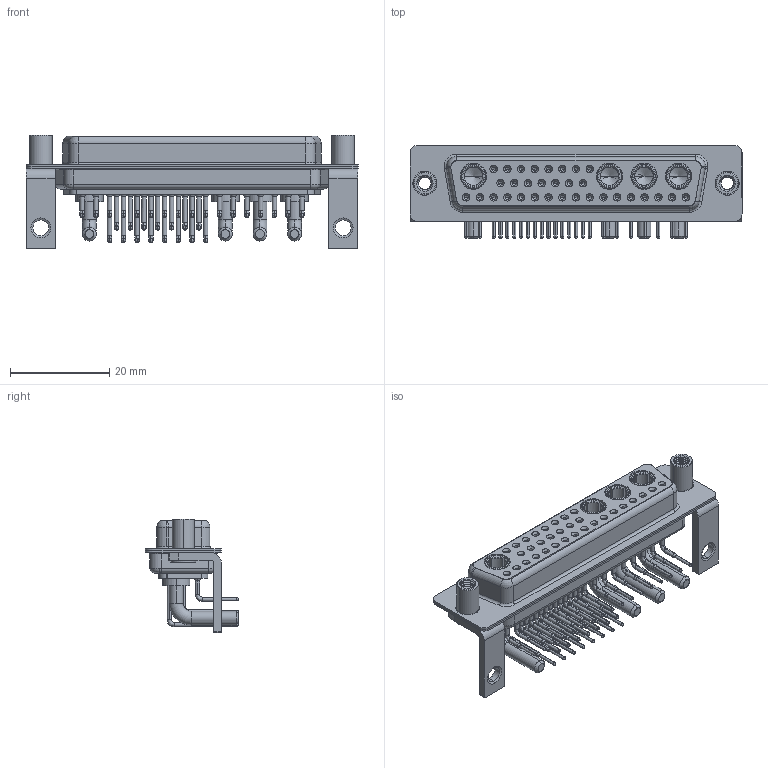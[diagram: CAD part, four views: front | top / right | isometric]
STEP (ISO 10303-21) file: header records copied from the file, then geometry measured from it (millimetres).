
FILE_DESCRIPTION (( 'STEP AP203' ), '1' );
FILE_NAME ('630-36W4640-2NE.STEP', '2022-06-09T11:35:50', ( '' ), ( '' ), 'SwSTEP 2.0', 'SolidWorks 2020', '' );
FILE_SCHEMA (( 'CONFIG_CONTROL_DESIGN' ));
Length unit declared in the file: millimetre
Products named in the file (10): 630Combo Contact Row 1_50 Contacts; 630Combo Threaded Standoff_D; 630Combo Contact Row 3; 630Combo Housing_36W4; 630Combo Contact Row 2_50 Contacts; Power Socket_20A RA 50; 630Combo Shell Front_50 Contacts; 630Combo Stabilizer Bracket_50 Contacts; 630-36W4640-2NE; 630Combo Shell Rear_50 Contacts
Assembly tree (43 placements, depth 2):
  630-36W4640-2NE
    630Combo Housing_36W4
    630Combo Shell Front_50 Contacts
    630Combo Shell Rear_50 Contacts
    630Combo Stabilizer Bracket_50 Contacts  x2
    630Combo Threaded Standoff_D  x2
    Power Socket_20A RA 50  x4
    630Combo Contact Row 1_50 Contacts  x8
    630Combo Contact Row 2_50 Contacts  x7
    630Combo Contact Row 3  x17
Bounding box: 67 x 18.8 x 23 mm (x, y, z)
Volume: 7689.1 mm3; surface area: 16660.6 mm2
Topology: 47 solids, 47 shells, 2385 faces, 6099 edges, 3857 vertices
Faces by surface type: cylinder 1045, plane 685, cone 436, bspline 138, torus 81
Entity records: 31742 total; most frequent: CARTESIAN_POINT 7545, DIRECTION 5067, ORIENTED_EDGE 4364, EDGE_CURVE 2182, AXIS2_PLACEMENT_3D 2111, VERTEX_POINT 1398, CIRCLE 1157, EDGE_LOOP 1134
